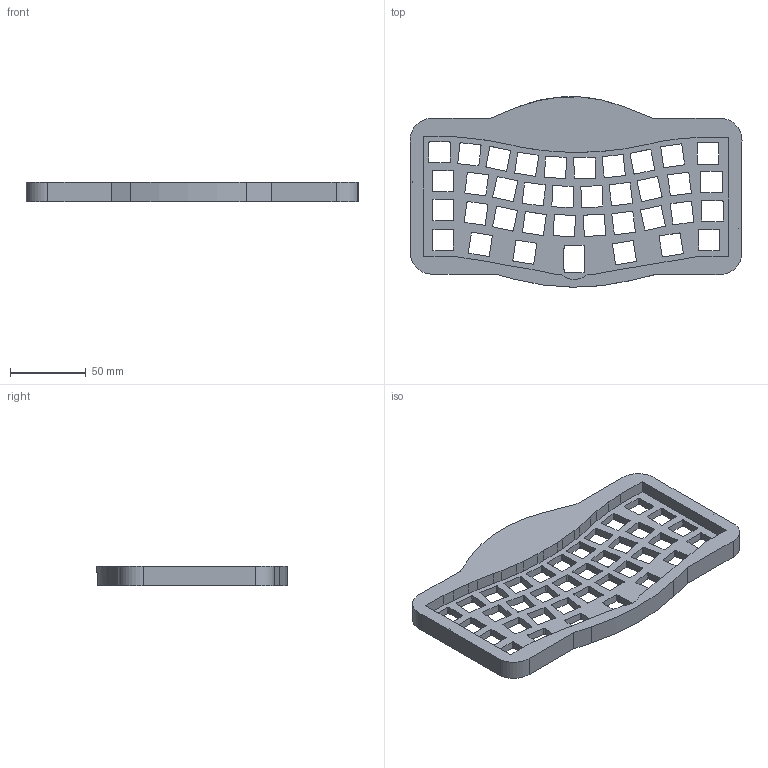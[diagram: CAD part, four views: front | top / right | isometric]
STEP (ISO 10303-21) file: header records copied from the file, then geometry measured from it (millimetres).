
FILE_DESCRIPTION(/* description */ (''),/* implementation_level */ '2;1');
FILE_NAME(/* name */ 'Smile36 Virgin Top Case.step',/* time_stamp */ '2024-10-03T16:18:29-07:00',/* author */ (''),/* organization */ (''),/* preprocessor_version */ 'ST-DEVELOPER v20',/* originating_system */ 'Autodesk Translation Framework v13.20.0.188',/* authorisation */ '');
FILE_SCHEMA (('AUTOMOTIVE_DESIGN { 1 0 10303 214 3 1 1 }'));
Length unit declared in the file: millimetre
Products named in the file (1): Pimple Smile
Bounding box: 219.21 x 125.78 x 13 mm (x, y, z)
Volume: 140228.3 mm3; surface area: 56973.5 mm2
Topology: 1 solids, 1 shells, 379 faces, 1116 edges, 744 vertices
Faces by surface type: plane 220, cylinder 159
Full cylindrical faces by diameter (mm): 3.2 x4
Entity records: 12876 total; most frequent: CARTESIAN_POINT 2240, ORIENTED_EDGE 2232, DIRECTION 2196, EDGE_CURVE 1116, LINE 796, VECTOR 796, VERTEX_POINT 744, AXIS2_PLACEMENT_3D 700
